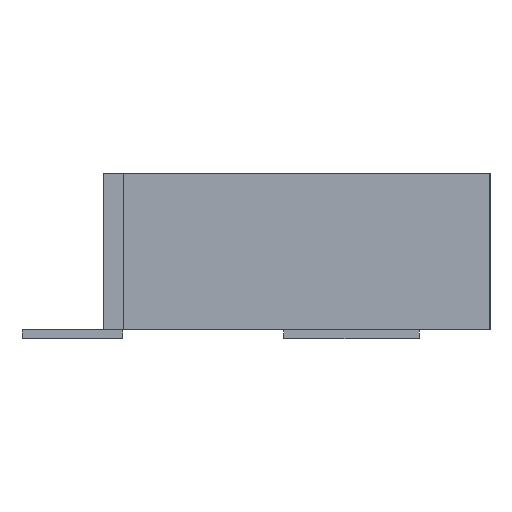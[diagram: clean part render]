
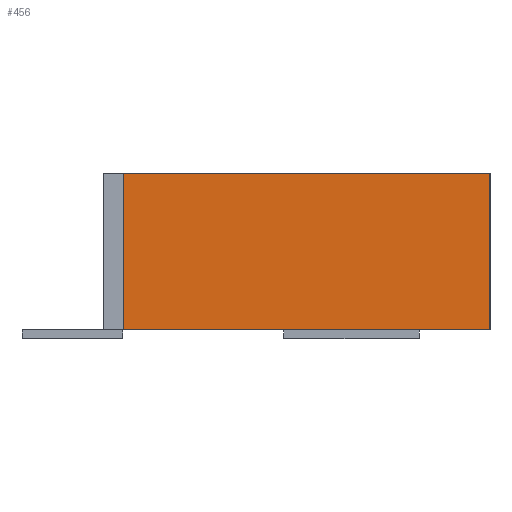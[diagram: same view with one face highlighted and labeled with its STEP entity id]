
A CAD part, left-side view. The second image highlights one B-rep face of the part: STEP entity #456.
In plain terms, the highlighted planar face has unit normal (-1, 0, 0).
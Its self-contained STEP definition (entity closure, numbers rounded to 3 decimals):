
#87 = PLANE('',#88);
#88 = AXIS2_PLACEMENT_3D('',#89,#90,#91);
#89 = CARTESIAN_POINT('',(0.,-0.185,1.75));
#90 = DIRECTION('',(0.,0.,-1.));
#91 = DIRECTION('',(0.,-1.,0.));
#141 = PLANE('',#142);
#142 = AXIS2_PLACEMENT_3D('',#143,#144,#145);
#143 = CARTESIAN_POINT('',(0.,-0.185,0.));
#144 = DIRECTION('',(0.,0.,-1.));
#145 = DIRECTION('',(0.,-1.,0.));
#348 = PLANE('',#349);
#349 = AXIS2_PLACEMENT_3D('',#350,#351,#352);
#350 = CARTESIAN_POINT('',(8.4,-2.337,0.));
#351 = DIRECTION('',(0.,-1.,0.));
#352 = DIRECTION('',(-1.,0.,0.));
#386 = VERTEX_POINT('',#387);
#387 = CARTESIAN_POINT('',(-8.4,-2.337,1.75));
#408 = EDGE_CURVE('',#409,#386,#411,.T.);
#409 = VERTEX_POINT('',#410);
#410 = CARTESIAN_POINT('',(-8.4,-2.337,0.));
#411 = SURFACE_CURVE('',#412,(#416,#423),.PCURVE_S1.);
#412 = LINE('',#413,#414);
#413 = CARTESIAN_POINT('',(-8.4,-2.337,0.));
#414 = VECTOR('',#415,1.);
#415 = DIRECTION('',(0.,0.,1.));
#416 = PCURVE('',#348,#417);
#417 = DEFINITIONAL_REPRESENTATION('',(#418),#422);
#418 = LINE('',#419,#420);
#419 = CARTESIAN_POINT('',(16.8,0.));
#420 = VECTOR('',#421,1.);
#421 = DIRECTION('',(0.,-1.));
#422 = ( GEOMETRIC_REPRESENTATION_CONTEXT(2) 
PARAMETRIC_REPRESENTATION_CONTEXT() REPRESENTATION_CONTEXT('2D SPACE',''
  ) );
#423 = PCURVE('',#424,#429);
#424 = PLANE('',#425);
#425 = AXIS2_PLACEMENT_3D('',#426,#427,#428);
#426 = CARTESIAN_POINT('',(-8.4,-2.337,0.));
#427 = DIRECTION('',(-1.,0.,0.));
#428 = DIRECTION('',(0.,1.,0.));
#429 = DEFINITIONAL_REPRESENTATION('',(#430),#434);
#430 = LINE('',#431,#432);
#431 = CARTESIAN_POINT('',(0.,0.));
#432 = VECTOR('',#433,1.);
#433 = DIRECTION('',(0.,-1.));
#434 = ( GEOMETRIC_REPRESENTATION_CONTEXT(2) 
PARAMETRIC_REPRESENTATION_CONTEXT() REPRESENTATION_CONTEXT('2D SPACE',''
  ) );
#456 = ADVANCED_FACE('',(#457),#424,.T.);
#457 = FACE_BOUND('',#458,.T.);
#458 = EDGE_LOOP('',(#459,#460,#483,#511));
#459 = ORIENTED_EDGE('',*,*,#408,.T.);
#460 = ORIENTED_EDGE('',*,*,#461,.T.);
#461 = EDGE_CURVE('',#386,#462,#464,.T.);
#462 = VERTEX_POINT('',#463);
#463 = CARTESIAN_POINT('',(-8.4,1.762,1.75));
#464 = SURFACE_CURVE('',#465,(#469,#476),.PCURVE_S1.);
#465 = LINE('',#466,#467);
#466 = CARTESIAN_POINT('',(-8.4,-2.337,1.75));
#467 = VECTOR('',#468,1.);
#468 = DIRECTION('',(0.,1.,0.));
#469 = PCURVE('',#424,#470);
#470 = DEFINITIONAL_REPRESENTATION('',(#471),#475);
#471 = LINE('',#472,#473);
#472 = CARTESIAN_POINT('',(0.,-1.75));
#473 = VECTOR('',#474,1.);
#474 = DIRECTION('',(1.,0.));
#475 = ( GEOMETRIC_REPRESENTATION_CONTEXT(2) 
PARAMETRIC_REPRESENTATION_CONTEXT() REPRESENTATION_CONTEXT('2D SPACE',''
  ) );
#476 = PCURVE('',#87,#477);
#477 = DEFINITIONAL_REPRESENTATION('',(#478),#482);
#478 = LINE('',#479,#480);
#479 = CARTESIAN_POINT('',(2.152,8.4));
#480 = VECTOR('',#481,1.);
#481 = DIRECTION('',(-1.,0.));
#482 = ( GEOMETRIC_REPRESENTATION_CONTEXT(2) 
PARAMETRIC_REPRESENTATION_CONTEXT() REPRESENTATION_CONTEXT('2D SPACE',''
  ) );
#483 = ORIENTED_EDGE('',*,*,#484,.F.);
#484 = EDGE_CURVE('',#485,#462,#487,.T.);
#485 = VERTEX_POINT('',#486);
#486 = CARTESIAN_POINT('',(-8.4,1.762,0.));
#487 = SURFACE_CURVE('',#488,(#492,#499),.PCURVE_S1.);
#488 = LINE('',#489,#490);
#489 = CARTESIAN_POINT('',(-8.4,1.762,0.));
#490 = VECTOR('',#491,1.);
#491 = DIRECTION('',(0.,0.,1.));
#492 = PCURVE('',#424,#493);
#493 = DEFINITIONAL_REPRESENTATION('',(#494),#498);
#494 = LINE('',#495,#496);
#495 = CARTESIAN_POINT('',(4.099,0.));
#496 = VECTOR('',#497,1.);
#497 = DIRECTION('',(0.,-1.));
#498 = ( GEOMETRIC_REPRESENTATION_CONTEXT(2) 
PARAMETRIC_REPRESENTATION_CONTEXT() REPRESENTATION_CONTEXT('2D SPACE',''
  ) );
#499 = PCURVE('',#500,#505);
#500 = PLANE('',#501);
#501 = AXIS2_PLACEMENT_3D('',#502,#503,#504);
#502 = CARTESIAN_POINT('',(-8.4,1.762,0.));
#503 = DIRECTION('',(0.,1.,0.));
#504 = DIRECTION('',(1.,0.,0.));
#505 = DEFINITIONAL_REPRESENTATION('',(#506),#510);
#506 = LINE('',#507,#508);
#507 = CARTESIAN_POINT('',(0.,0.));
#508 = VECTOR('',#509,1.);
#509 = DIRECTION('',(0.,-1.));
#510 = ( GEOMETRIC_REPRESENTATION_CONTEXT(2) 
PARAMETRIC_REPRESENTATION_CONTEXT() REPRESENTATION_CONTEXT('2D SPACE',''
  ) );
#511 = ORIENTED_EDGE('',*,*,#512,.F.);
#512 = EDGE_CURVE('',#409,#485,#513,.T.);
#513 = SURFACE_CURVE('',#514,(#518,#525),.PCURVE_S1.);
#514 = LINE('',#515,#516);
#515 = CARTESIAN_POINT('',(-8.4,-2.337,0.));
#516 = VECTOR('',#517,1.);
#517 = DIRECTION('',(0.,1.,0.));
#518 = PCURVE('',#424,#519);
#519 = DEFINITIONAL_REPRESENTATION('',(#520),#524);
#520 = LINE('',#521,#522);
#521 = CARTESIAN_POINT('',(0.,0.));
#522 = VECTOR('',#523,1.);
#523 = DIRECTION('',(1.,0.));
#524 = ( GEOMETRIC_REPRESENTATION_CONTEXT(2) 
PARAMETRIC_REPRESENTATION_CONTEXT() REPRESENTATION_CONTEXT('2D SPACE',''
  ) );
#525 = PCURVE('',#141,#526);
#526 = DEFINITIONAL_REPRESENTATION('',(#527),#531);
#527 = LINE('',#528,#529);
#528 = CARTESIAN_POINT('',(2.152,8.4));
#529 = VECTOR('',#530,1.);
#530 = DIRECTION('',(-1.,0.));
#531 = ( GEOMETRIC_REPRESENTATION_CONTEXT(2) 
PARAMETRIC_REPRESENTATION_CONTEXT() REPRESENTATION_CONTEXT('2D SPACE',''
  ) );
